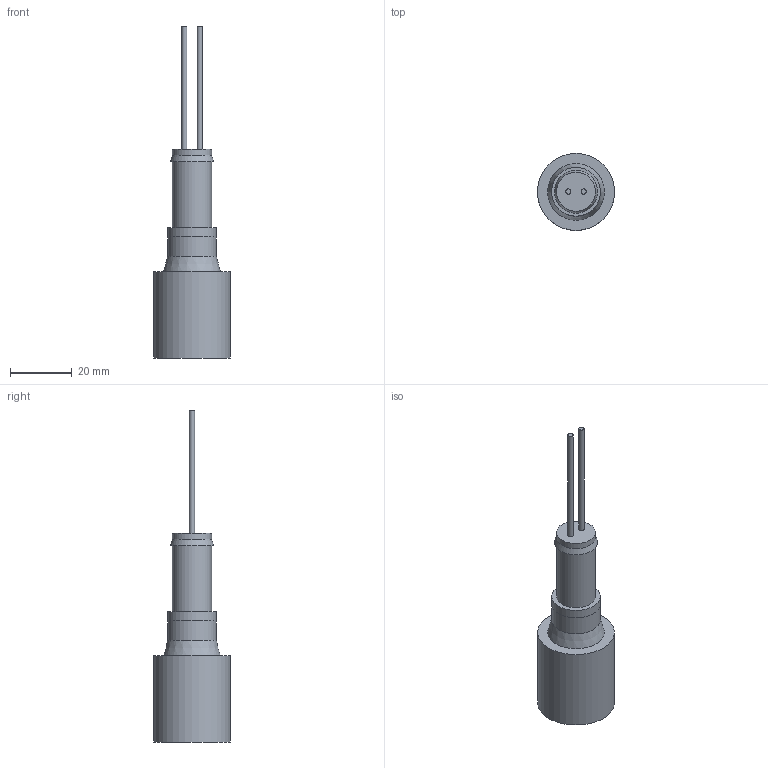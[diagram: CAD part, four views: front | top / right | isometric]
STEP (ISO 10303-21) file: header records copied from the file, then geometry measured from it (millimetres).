
FILE_DESCRIPTION(/* description */ (''),/* implementation_level */ '2;1');
FILE_NAME(/* name */ 'PBOF2F.stp',/* time_stamp */ '2014-11-28T08:34:57+01:00',/* author */ ('sh'),/* organization */ (''),/* preprocessor_version */ 'ST-DEVELOPER v15.2',/* originating_system */ 'Autodesk Inventor 2014',/* authorisation */ '');
FILE_SCHEMA (('AUTOMOTIVE_DESIGN { 1 0 10303 214 3 1 1 }'));
Length unit declared in the file: millimetre
Products named in the file (1): PBOF2F
Bounding box: 25 x 25 x 107.8 mm (x, y, z)
Volume: 19313.4 mm3; surface area: 6096.7 mm2
Topology: 1 solids, 1 shells, 54 faces, 120 edges, 80 vertices
Faces by surface type: plane 30, bspline 12, cylinder 10, cone 2
Full cylindrical faces by diameter (mm): 1.7 x2, 3.2 x1, 4.8 x2, 12.7 x2, 15.78 x1, 15.8 x1, 25 x1
Entity records: 1565 total; most frequent: CARTESIAN_POINT 397, ORIENTED_EDGE 214, DIRECTION 192, EDGE_CURVE 107, VERTEX_POINT 79, EDGE_LOOP 78, AXIS2_PLACEMENT_3D 66, LINE 60
